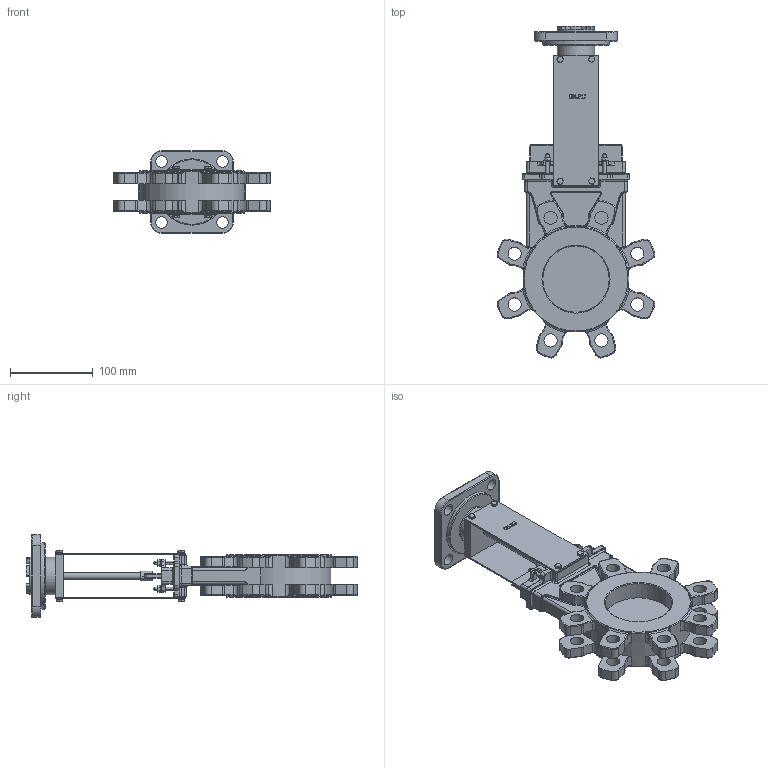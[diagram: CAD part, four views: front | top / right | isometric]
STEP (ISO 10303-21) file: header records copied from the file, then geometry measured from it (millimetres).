
FILE_DESCRIPTION(/* description */ (''),/* implementation_level */ '2;1');
FILE_NAME(/* name */ 'DN80_3D_STEP.stp',/* time_stamp */ '2025-08-28T13:18:58+03:00',/* author */ ('igorr'),/* organization */ (''),/* preprocessor_version */ 'ST-DEVELOPER v20',/* originating_system */ 'Autodesk Inventor 2025',/* authorisation */ '');
FILE_SCHEMA (('AUTOMOTIVE_DESIGN { 1 0 10303 214 3 1 1 }'));
Length unit declared in the file: millimetre
Products named in the file (6): Сборка1; Деталь1; Деталь2; AS 1110 - M4 x 8; AS 1237 - 4; ANSI B18.2.4.2M - M4x0,7
Assembly tree (18 placements, depth 2):
  Сборка1
    Деталь1
    Деталь2
    AS 1110 - M4 x 8  x8
    AS 1237 - 4  x4
    ANSI B18.2.4.2M - M4x0,7  x4
Bounding box: 190.03 x 400.02 x 100 mm (x, y, z)
Volume: 1067678.4 mm3; surface area: 214245.5 mm2
Topology: 18 solids, 18 shells, 1490 faces, 3507 edges, 2067 vertices
Faces by surface type: cylinder 472, plane 411, torus 382, cone 118, bspline 71, sphere 36
Full cylindrical faces by diameter (mm): 3.242 x4, 4 x8, 4.3 x4, 5 x4, 7 x8, 8 x5, 14 x4, 16 x16, 32 x1, 45 x2, 70 x1, 80 x3
Entity records: 39267 total; most frequent: CARTESIAN_POINT 8200, DIRECTION 6858, ORIENTED_EDGE 5964, EDGE_CURVE 2982, AXIS2_PLACEMENT_3D 2880, VERTEX_POINT 1758, CIRCLE 1670, EDGE_LOOP 1312
